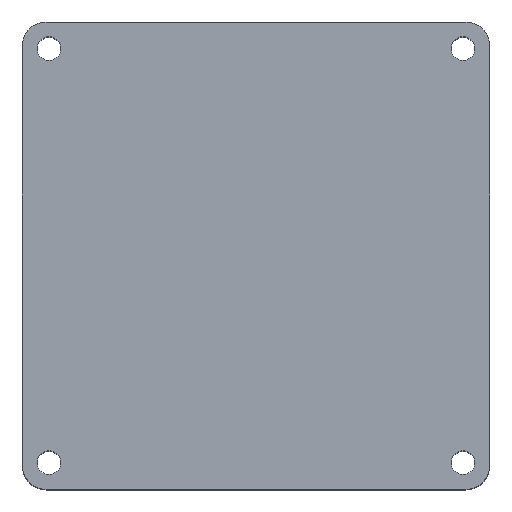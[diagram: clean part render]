
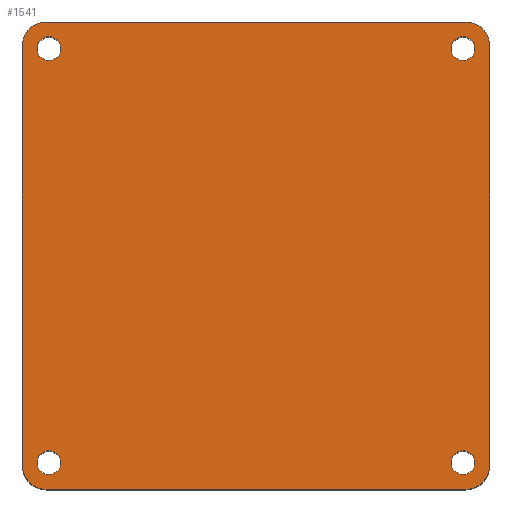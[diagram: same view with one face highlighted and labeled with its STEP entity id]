
A CAD part, top view. The second image highlights one B-rep face of the part: STEP entity #1541.
In plain terms, the highlighted planar face has unit normal (0, 0, 1).
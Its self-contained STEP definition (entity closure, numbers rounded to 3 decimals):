
#13 = EDGE_LOOP ( 'NONE', ( #1359, #196 ) ) ;
#56 = EDGE_LOOP ( 'NONE', ( #341, #1133 ) ) ;
#60 = CARTESIAN_POINT ( 'NONE',  ( 165., 175., 350. ) ) ;
#65 = CARTESIAN_POINT ( 'NONE',  ( 177.5, 197.5, 350. ) ) ;
#79 = AXIS2_PLACEMENT_3D ( 'NONE', #1534, #257, #1628 ) ;
#89 = DIRECTION ( 'NONE',  ( 1., 0., 0. ) ) ;
#93 = FACE_BOUND ( 'NONE', #630, .T. ) ;
#98 = EDGE_CURVE ( 'NONE', #350, #254, #989, .T. ) ;
#121 = CARTESIAN_POINT ( 'NONE',  ( -197.5, -177.5, 350. ) ) ;
#136 = AXIS2_PLACEMENT_3D ( 'NONE', #1152, #563, #1126 ) ;
#142 = EDGE_CURVE ( 'NONE', #254, #907, #480, .T. ) ;
#150 = DIRECTION ( 'NONE',  ( 1., 0., 0. ) ) ;
#158 = CARTESIAN_POINT ( 'NONE',  ( 175., 175., 350. ) ) ;
#164 = CIRCLE ( 'NONE', #136, 20. ) ;
#171 = EDGE_CURVE ( 'NONE', #907, #1411, #1697, .T. ) ;
#178 = DIRECTION ( 'NONE',  ( 0., 0., 1. ) ) ;
#182 = AXIS2_PLACEMENT_3D ( 'NONE', #903, #178, #1178 ) ;
#191 = CARTESIAN_POINT ( 'NONE',  ( -177.5, -197.5, 350. ) ) ;
#196 = ORIENTED_EDGE ( 'NONE', *, *, #386, .F. ) ;
#216 = EDGE_CURVE ( 'NONE', #1318, #1020, #1745, .T. ) ;
#244 = ORIENTED_EDGE ( 'NONE', *, *, #1720, .T. ) ;
#247 = EDGE_LOOP ( 'NONE', ( #605, #310 ) ) ;
#249 = CARTESIAN_POINT ( 'NONE',  ( -197.5, -177.5, 350. ) ) ;
#254 = VERTEX_POINT ( 'NONE', #1026 ) ;
#257 = DIRECTION ( 'NONE',  ( 0., 0., 1. ) ) ;
#258 = VECTOR ( 'NONE', #1505, 1000. ) ;
#276 = CARTESIAN_POINT ( 'NONE',  ( 177.5, -177.5, 350. ) ) ;
#278 = AXIS2_PLACEMENT_3D ( 'NONE', #408, #1098, #644 ) ;
#288 = CARTESIAN_POINT ( 'NONE',  ( -175., -175., 350. ) ) ;
#298 = ORIENTED_EDGE ( 'NONE', *, *, #1086, .T. ) ;
#310 = ORIENTED_EDGE ( 'NONE', *, *, #1278, .F. ) ;
#341 = ORIENTED_EDGE ( 'NONE', *, *, #625, .F. ) ;
#350 = VERTEX_POINT ( 'NONE', #191 ) ;
#353 = VERTEX_POINT ( 'NONE', #1749 ) ;
#386 = EDGE_CURVE ( 'NONE', #1652, #1658, #1370, .T. ) ;
#401 = ORIENTED_EDGE ( 'NONE', *, *, #142, .T. ) ;
#408 = CARTESIAN_POINT ( 'NONE',  ( -175., 175., 350. ) ) ;
#451 = ORIENTED_EDGE ( 'NONE', *, *, #1684, .F. ) ;
#453 = VECTOR ( 'NONE', #1365, 1000. ) ;
#459 = CARTESIAN_POINT ( 'NONE',  ( -185., -175., 350. ) ) ;
#475 = VERTEX_POINT ( 'NONE', #804 ) ;
#480 = CIRCLE ( 'NONE', #690, 20. ) ;
#488 = EDGE_CURVE ( 'NONE', #1036, #767, #1529, .T. ) ;
#500 = DIRECTION ( 'NONE',  ( -1., 0., 0. ) ) ;
#502 = VERTEX_POINT ( 'NONE', #530 ) ;
#520 = CIRCLE ( 'NONE', #1462, 20. ) ;
#522 = CIRCLE ( 'NONE', #748, 10. ) ;
#530 = CARTESIAN_POINT ( 'NONE',  ( -165., -175., 350. ) ) ;
#542 = PLANE ( 'NONE',  #993 ) ;
#556 = DIRECTION ( 'NONE',  ( 0., 1., 0. ) ) ;
#563 = DIRECTION ( 'NONE',  ( 0., 0., 1. ) ) ;
#567 = CARTESIAN_POINT ( 'NONE',  ( 165., -175., 350. ) ) ;
#605 = ORIENTED_EDGE ( 'NONE', *, *, #852, .F. ) ;
#625 = EDGE_CURVE ( 'NONE', #1269, #502, #1223, .T. ) ;
#630 = EDGE_LOOP ( 'NONE', ( #451, #1431 ) ) ;
#642 = FACE_BOUND ( 'NONE', #56, .T. ) ;
#644 = DIRECTION ( 'NONE',  ( 1., 0., 0. ) ) ;
#690 = AXIS2_PLACEMENT_3D ( 'NONE', #276, #1681, #1266 ) ;
#695 = AXIS2_PLACEMENT_3D ( 'NONE', #1063, #906, #1192 ) ;
#715 = CARTESIAN_POINT ( 'NONE',  ( -197.5, 177.5, 350. ) ) ;
#719 = DIRECTION ( 'NONE',  ( 0., 0., 1. ) ) ;
#736 = DIRECTION ( 'NONE',  ( 0., 0., 1. ) ) ;
#746 = DIRECTION ( 'NONE',  ( 1., 0., 0. ) ) ;
#748 = AXIS2_PLACEMENT_3D ( 'NONE', #1464, #736, #746 ) ;
#767 = VERTEX_POINT ( 'NONE', #121 ) ;
#784 = CARTESIAN_POINT ( 'NONE',  ( 177.5, 177.5, 350. ) ) ;
#793 = FACE_BOUND ( 'NONE', #247, .T. ) ;
#804 = CARTESIAN_POINT ( 'NONE',  ( -177.5, 197.5, 350. ) ) ;
#818 = CIRCLE ( 'NONE', #79, 10. ) ;
#852 = EDGE_CURVE ( 'NONE', #1581, #353, #1636, .T. ) ;
#855 = CARTESIAN_POINT ( 'NONE',  ( -177.5, -197.5, 350. ) ) ;
#869 = CARTESIAN_POINT ( 'NONE',  ( 197.5, -177.5, 350. ) ) ;
#893 = CARTESIAN_POINT ( 'NONE',  ( 197.5, 177.5, 350. ) ) ;
#903 = CARTESIAN_POINT ( 'NONE',  ( 175., -175., 350. ) ) ;
#906 = DIRECTION ( 'NONE',  ( 0., 0., 1. ) ) ;
#907 = VERTEX_POINT ( 'NONE', #1657 ) ;
#938 = DIRECTION ( 'NONE',  ( 0., 0., 1. ) ) ;
#949 = ORIENTED_EDGE ( 'NONE', *, *, #1240, .T. ) ;
#970 = DIRECTION ( 'NONE',  ( -1., 0., 0. ) ) ;
#989 = LINE ( 'NONE', #855, #1816 ) ;
#990 = DIRECTION ( 'NONE',  ( 1., 0., 0. ) ) ;
#993 = AXIS2_PLACEMENT_3D ( 'NONE', #1668, #1105, #970 ) ;
#1020 = VERTEX_POINT ( 'NONE', #567 ) ;
#1026 = CARTESIAN_POINT ( 'NONE',  ( 177.5, -197.5, 350. ) ) ;
#1036 = VERTEX_POINT ( 'NONE', #715 ) ;
#1063 = CARTESIAN_POINT ( 'NONE',  ( -177.5, 177.5, 350. ) ) ;
#1066 = DIRECTION ( 'NONE',  ( 0., 0., 1. ) ) ;
#1086 = EDGE_CURVE ( 'NONE', #475, #1036, #1491, .T. ) ;
#1098 = DIRECTION ( 'NONE',  ( 0., 0., 1. ) ) ;
#1102 = LINE ( 'NONE', #1242, #258 ) ;
#1105 = DIRECTION ( 'NONE',  ( 0., 0., -1. ) ) ;
#1126 = DIRECTION ( 'NONE',  ( -1., 0., 0. ) ) ;
#1133 = ORIENTED_EDGE ( 'NONE', *, *, #1741, .F. ) ;
#1150 = EDGE_CURVE ( 'NONE', #1658, #1652, #1436, .T. ) ;
#1152 = CARTESIAN_POINT ( 'NONE',  ( -177.5, -177.5, 350. ) ) ;
#1178 = DIRECTION ( 'NONE',  ( 1., 0., 0. ) ) ;
#1192 = DIRECTION ( 'NONE',  ( -1., 0., 0. ) ) ;
#1193 = VERTEX_POINT ( 'NONE', #65 ) ;
#1217 = ORIENTED_EDGE ( 'NONE', *, *, #171, .T. ) ;
#1223 = CIRCLE ( 'NONE', #1692, 10. ) ;
#1240 = EDGE_CURVE ( 'NONE', #767, #350, #164, .T. ) ;
#1242 = CARTESIAN_POINT ( 'NONE',  ( -177.5, 197.5, 350. ) ) ;
#1266 = DIRECTION ( 'NONE',  ( 1., 0., 0. ) ) ;
#1269 = VERTEX_POINT ( 'NONE', #459 ) ;
#1278 = EDGE_CURVE ( 'NONE', #353, #1581, #1755, .T. ) ;
#1283 = DIRECTION ( 'NONE',  ( 1., 0., 0. ) ) ;
#1314 = ORIENTED_EDGE ( 'NONE', *, *, #98, .T. ) ;
#1318 = VERTEX_POINT ( 'NONE', #1738 ) ;
#1325 = DIRECTION ( 'NONE',  ( 0., 0., 1. ) ) ;
#1359 = ORIENTED_EDGE ( 'NONE', *, *, #1150, .F. ) ;
#1362 = FACE_OUTER_BOUND ( 'NONE', #1747, .T. ) ;
#1365 = DIRECTION ( 'NONE',  ( 0., -1., 0. ) ) ;
#1370 = CIRCLE ( 'NONE', #278, 10. ) ;
#1381 = EDGE_CURVE ( 'NONE', #1411, #1193, #520, .T. ) ;
#1401 = VECTOR ( 'NONE', #556, 1000. ) ;
#1411 = VERTEX_POINT ( 'NONE', #893 ) ;
#1414 = DIRECTION ( 'NONE',  ( 0., 0., 1. ) ) ;
#1431 = ORIENTED_EDGE ( 'NONE', *, *, #216, .F. ) ;
#1436 = CIRCLE ( 'NONE', #1638, 10. ) ;
#1462 = AXIS2_PLACEMENT_3D ( 'NONE', #784, #1325, #500 ) ;
#1464 = CARTESIAN_POINT ( 'NONE',  ( 175., -175., 350. ) ) ;
#1491 = CIRCLE ( 'NONE', #695, 20. ) ;
#1493 = AXIS2_PLACEMENT_3D ( 'NONE', #1651, #1066, #1629 ) ;
#1497 = FACE_BOUND ( 'NONE', #13, .T. ) ;
#1505 = DIRECTION ( 'NONE',  ( -1., 0., 0. ) ) ;
#1529 = LINE ( 'NONE', #249, #453 ) ;
#1534 = CARTESIAN_POINT ( 'NONE',  ( -175., -175., 350. ) ) ;
#1541 = ADVANCED_FACE ( 'NONE', ( #1362, #1497, #793, #93, #642 ), #542, .F. ) ;
#1581 = VERTEX_POINT ( 'NONE', #60 ) ;
#1587 = CARTESIAN_POINT ( 'NONE',  ( -185., 175., 350. ) ) ;
#1608 = CARTESIAN_POINT ( 'NONE',  ( -165., 175., 350. ) ) ;
#1621 = ORIENTED_EDGE ( 'NONE', *, *, #488, .T. ) ;
#1626 = CARTESIAN_POINT ( 'NONE',  ( -175., 175., 350. ) ) ;
#1628 = DIRECTION ( 'NONE',  ( 1., 0., 0. ) ) ;
#1629 = DIRECTION ( 'NONE',  ( 1., 0., 0. ) ) ;
#1636 = CIRCLE ( 'NONE', #1493, 10. ) ;
#1638 = AXIS2_PLACEMENT_3D ( 'NONE', #1626, #938, #89 ) ;
#1651 = CARTESIAN_POINT ( 'NONE',  ( 175., 175., 350. ) ) ;
#1652 = VERTEX_POINT ( 'NONE', #1608 ) ;
#1657 = CARTESIAN_POINT ( 'NONE',  ( 197.5, -177.5, 350. ) ) ;
#1658 = VERTEX_POINT ( 'NONE', #1587 ) ;
#1668 = CARTESIAN_POINT ( 'NONE',  ( -177.5, -177.5, 350. ) ) ;
#1670 = AXIS2_PLACEMENT_3D ( 'NONE', #158, #719, #990 ) ;
#1681 = DIRECTION ( 'NONE',  ( 0., 0., 1. ) ) ;
#1684 = EDGE_CURVE ( 'NONE', #1020, #1318, #522, .T. ) ;
#1692 = AXIS2_PLACEMENT_3D ( 'NONE', #288, #1414, #150 ) ;
#1697 = LINE ( 'NONE', #869, #1401 ) ;
#1720 = EDGE_CURVE ( 'NONE', #1193, #475, #1102, .T. ) ;
#1730 = ORIENTED_EDGE ( 'NONE', *, *, #1381, .T. ) ;
#1738 = CARTESIAN_POINT ( 'NONE',  ( 185., -175., 350. ) ) ;
#1741 = EDGE_CURVE ( 'NONE', #502, #1269, #818, .T. ) ;
#1745 = CIRCLE ( 'NONE', #182, 10. ) ;
#1747 = EDGE_LOOP ( 'NONE', ( #949, #1314, #401, #1217, #1730, #244, #298, #1621 ) ) ;
#1749 = CARTESIAN_POINT ( 'NONE',  ( 185., 175., 350. ) ) ;
#1755 = CIRCLE ( 'NONE', #1670, 10. ) ;
#1816 = VECTOR ( 'NONE', #1283, 1000. ) ;
